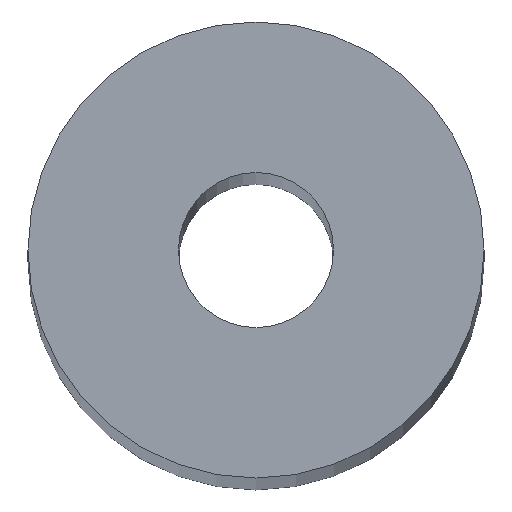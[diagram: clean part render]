
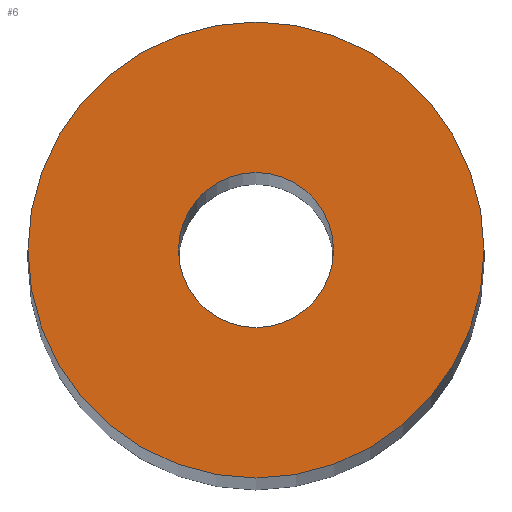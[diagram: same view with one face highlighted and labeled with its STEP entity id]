
A CAD part, top view. The second image highlights one B-rep face of the part: STEP entity #6.
In plain terms, the highlighted planar face has unit normal (0, 0, 1).
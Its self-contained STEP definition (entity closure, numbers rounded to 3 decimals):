
#6 = ADVANCED_FACE ( 'NONE', ( #42, #12 ), #194, .T. ) ;
#12 = FACE_OUTER_BOUND ( 'NONE', #197, .T. ) ;
#20 = AXIS2_PLACEMENT_3D ( 'NONE', #75, #317, #30 ) ;
#30 = DIRECTION ( 'NONE',  ( 1., 0., 0. ) ) ;
#35 = VERTEX_POINT ( 'NONE', #118 ) ;
#40 = VERTEX_POINT ( 'NONE', #316 ) ;
#42 = FACE_BOUND ( 'NONE', #289, .T. ) ;
#43 = ORIENTED_EDGE ( 'NONE', *, *, #160, .T. ) ;
#64 = CARTESIAN_POINT ( 'NONE',  ( 0., 0., 150. ) ) ;
#65 = DIRECTION ( 'NONE',  ( 1., 0., 0. ) ) ;
#75 = CARTESIAN_POINT ( 'NONE',  ( 0., 0., 150. ) ) ;
#87 = AXIS2_PLACEMENT_3D ( 'NONE', #277, #204, #222 ) ;
#91 = VERTEX_POINT ( 'NONE', #112 ) ;
#103 = CARTESIAN_POINT ( 'NONE',  ( 3.4, 0., 150. ) ) ;
#108 = CIRCLE ( 'NONE', #87, 10. ) ;
#112 = CARTESIAN_POINT ( 'NONE',  ( -10., 0., 150. ) ) ;
#118 = CARTESIAN_POINT ( 'NONE',  ( 10., 0., 150. ) ) ;
#122 = AXIS2_PLACEMENT_3D ( 'NONE', #220, #215, #65 ) ;
#129 = ORIENTED_EDGE ( 'NONE', *, *, #247, .T. ) ;
#135 = EDGE_CURVE ( 'NONE', #40, #267, #273, .T. ) ;
#140 = DIRECTION ( 'NONE',  ( 0., 0., 1. ) ) ;
#160 = EDGE_CURVE ( 'NONE', #91, #35, #311, .T. ) ;
#169 = CIRCLE ( 'NONE', #20, 3.4 ) ;
#177 = AXIS2_PLACEMENT_3D ( 'NONE', #218, #140, #240 ) ;
#194 = PLANE ( 'NONE',  #198 ) ;
#197 = EDGE_LOOP ( 'NONE', ( #43, #129 ) ) ;
#198 = AXIS2_PLACEMENT_3D ( 'NONE', #64, #217, #199 ) ;
#199 = DIRECTION ( 'NONE',  ( 1., 0., 0. ) ) ;
#202 = EDGE_CURVE ( 'NONE', #267, #40, #169, .T. ) ;
#204 = DIRECTION ( 'NONE',  ( 0., 0., 1. ) ) ;
#215 = DIRECTION ( 'NONE',  ( 0., 0., 1. ) ) ;
#217 = DIRECTION ( 'NONE',  ( 0., 0., 1. ) ) ;
#218 = CARTESIAN_POINT ( 'NONE',  ( 0., 0., 150. ) ) ;
#220 = CARTESIAN_POINT ( 'NONE',  ( 0., 0., 150. ) ) ;
#222 = DIRECTION ( 'NONE',  ( 1., 0., 0. ) ) ;
#237 = ORIENTED_EDGE ( 'NONE', *, *, #202, .F. ) ;
#240 = DIRECTION ( 'NONE',  ( 1., 0., 0. ) ) ;
#247 = EDGE_CURVE ( 'NONE', #35, #91, #108, .T. ) ;
#267 = VERTEX_POINT ( 'NONE', #103 ) ;
#273 = CIRCLE ( 'NONE', #122, 3.4 ) ;
#277 = CARTESIAN_POINT ( 'NONE',  ( 0., 0., 150. ) ) ;
#289 = EDGE_LOOP ( 'NONE', ( #237, #290 ) ) ;
#290 = ORIENTED_EDGE ( 'NONE', *, *, #135, .F. ) ;
#311 = CIRCLE ( 'NONE', #177, 10. ) ;
#316 = CARTESIAN_POINT ( 'NONE',  ( -3.4, 0., 150. ) ) ;
#317 = DIRECTION ( 'NONE',  ( 0., 0., 1. ) ) ;
